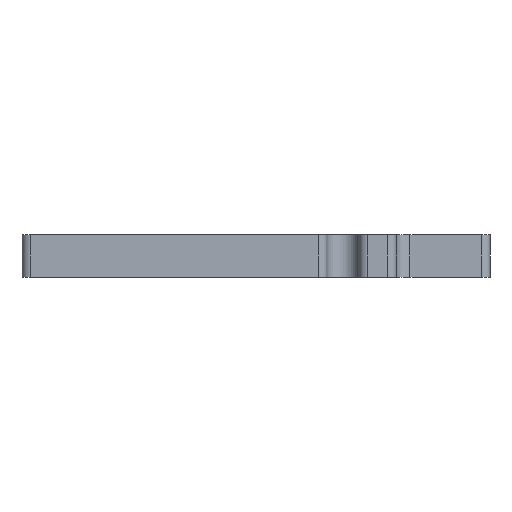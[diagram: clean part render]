
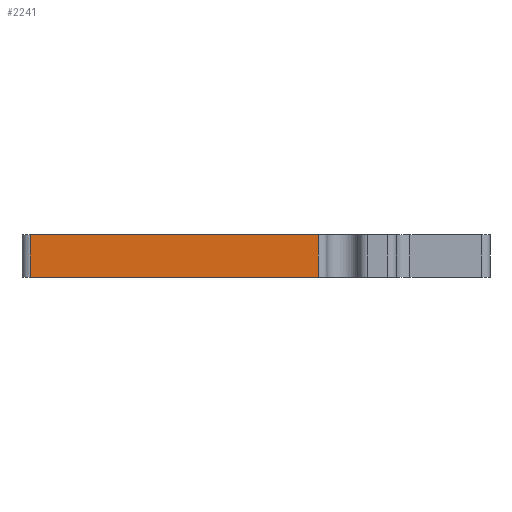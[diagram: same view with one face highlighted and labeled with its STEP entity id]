
A CAD part, left-side view. The second image highlights one B-rep face of the part: STEP entity #2241.
In plain terms, the highlighted planar face has unit normal (-1, 0, 0).
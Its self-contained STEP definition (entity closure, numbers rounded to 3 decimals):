
#57 = CARTESIAN_POINT ( 'NONE',  ( -79., -40.775, 7.938 ) ) ;
#409 = CARTESIAN_POINT ( 'NONE',  ( -79., 66.825, 7.938 ) ) ;
#634 = EDGE_CURVE ( 'NONE', #2388, #3060, #950, .T. ) ;
#738 = DIRECTION ( 'NONE',  ( 0., 0., -1. ) ) ;
#828 = VECTOR ( 'NONE', #1183, 1000. ) ;
#841 = ORIENTED_EDGE ( 'NONE', *, *, #4001, .T. ) ;
#864 = VERTEX_POINT ( 'NONE', #1530 ) ;
#909 = FACE_OUTER_BOUND ( 'NONE', #3310, .T. ) ;
#950 = LINE ( 'NONE', #1322, #4444 ) ;
#1183 = DIRECTION ( 'NONE',  ( 0., 0., 1. ) ) ;
#1237 = ORIENTED_EDGE ( 'NONE', *, *, #1360, .T. ) ;
#1322 = CARTESIAN_POINT ( 'NONE',  ( -79., 66.825, 7.938 ) ) ;
#1360 = EDGE_CURVE ( 'NONE', #2388, #3790, #2322, .T. ) ;
#1420 = AXIS2_PLACEMENT_3D ( 'NONE', #3335, #4059, #738 ) ;
#1429 = CARTESIAN_POINT ( 'NONE',  ( -79., -40.775, 7.938 ) ) ;
#1530 = CARTESIAN_POINT ( 'NONE',  ( -79., -40.775, -7.938 ) ) ;
#1684 = VECTOR ( 'NONE', #3000, 1000. ) ;
#2241 = ADVANCED_FACE ( 'NONE', ( #909 ), #3703, .F. ) ;
#2322 = LINE ( 'NONE', #409, #1684 ) ;
#2370 = CARTESIAN_POINT ( 'NONE',  ( -79., 66.825, 7.938 ) ) ;
#2388 = VERTEX_POINT ( 'NONE', #2370 ) ;
#2436 = DIRECTION ( 'NONE',  ( 0., -1., 0. ) ) ;
#2508 = LINE ( 'NONE', #57, #828 ) ;
#2866 = DIRECTION ( 'NONE',  ( 0., -1., 0. ) ) ;
#3000 = DIRECTION ( 'NONE',  ( 0., 0., -1. ) ) ;
#3060 = VERTEX_POINT ( 'NONE', #1429 ) ;
#3084 = LINE ( 'NONE', #3184, #4319 ) ;
#3184 = CARTESIAN_POINT ( 'NONE',  ( -79., 66.825, -7.938 ) ) ;
#3247 = ORIENTED_EDGE ( 'NONE', *, *, #634, .F. ) ;
#3310 = EDGE_LOOP ( 'NONE', ( #841, #3758, #3247, #1237 ) ) ;
#3335 = CARTESIAN_POINT ( 'NONE',  ( -79., 66.825, 7.938 ) ) ;
#3391 = CARTESIAN_POINT ( 'NONE',  ( -79., 66.825, -7.938 ) ) ;
#3703 = PLANE ( 'NONE',  #1420 ) ;
#3724 = EDGE_CURVE ( 'NONE', #864, #3060, #2508, .T. ) ;
#3758 = ORIENTED_EDGE ( 'NONE', *, *, #3724, .T. ) ;
#3790 = VERTEX_POINT ( 'NONE', #3391 ) ;
#4001 = EDGE_CURVE ( 'NONE', #3790, #864, #3084, .T. ) ;
#4059 = DIRECTION ( 'NONE',  ( 1., 0., 0. ) ) ;
#4319 = VECTOR ( 'NONE', #2436, 1000. ) ;
#4444 = VECTOR ( 'NONE', #2866, 1000. ) ;
